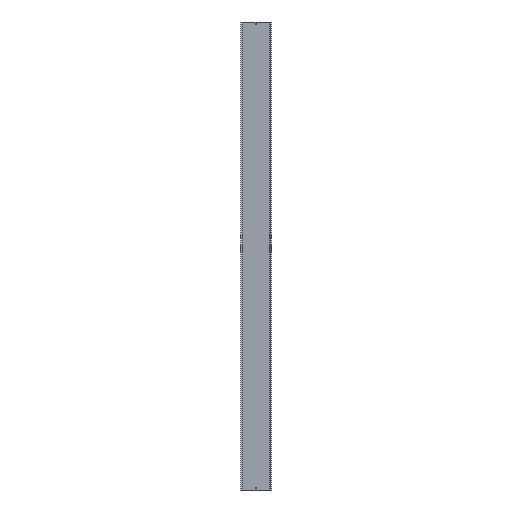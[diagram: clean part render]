
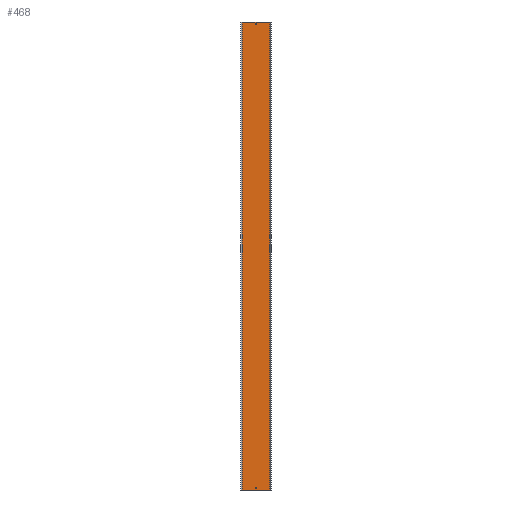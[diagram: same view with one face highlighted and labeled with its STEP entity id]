
A CAD part, front view. The second image highlights one B-rep face of the part: STEP entity #468.
In plain terms, the highlighted planar face has unit normal (0, -1, 0).
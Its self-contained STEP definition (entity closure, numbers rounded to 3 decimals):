
#3 = VECTOR ( 'NONE', #11, 1000. ) ;
#11 = DIRECTION ( 'NONE',  ( 0., 0., -1. ) ) ;
#18 = CARTESIAN_POINT ( 'NONE',  ( 92.148, -1.5, 1500. ) ) ;
#21 = LINE ( 'NONE', #214, #177 ) ;
#46 = ORIENTED_EDGE ( 'NONE', *, *, #95, .F. ) ;
#63 = ORIENTED_EDGE ( 'NONE', *, *, #600, .T. ) ;
#66 = DIRECTION ( 'NONE',  ( 0., 0., 1. ) ) ;
#76 = EDGE_CURVE ( 'NONE', #543, #301, #21, .T. ) ;
#85 = PLANE ( 'NONE',  #539 ) ;
#90 = ORIENTED_EDGE ( 'NONE', *, *, #175, .F. ) ;
#91 = DIRECTION ( 'NONE',  ( 1., 0., 0. ) ) ;
#95 = EDGE_CURVE ( 'NONE', #227, #301, #531, .T. ) ;
#100 = DIRECTION ( 'NONE',  ( 0., 0., 1. ) ) ;
#102 = EDGE_CURVE ( 'NONE', #216, #247, #528, .T. ) ;
#104 = CARTESIAN_POINT ( 'NONE',  ( 94., -1.5, 1500. ) ) ;
#105 = CARTESIAN_POINT ( 'NONE',  ( 0., -1.5, 1486. ) ) ;
#112 = CARTESIAN_POINT ( 'NONE',  ( 0., -1.5, -1483.25 ) ) ;
#114 = CARTESIAN_POINT ( 'NONE',  ( 92.148, -1.5, -1500. ) ) ;
#120 = DIRECTION ( 'NONE',  ( 0., 0., 1. ) ) ;
#123 = AXIS2_PLACEMENT_3D ( 'NONE', #526, #435, #475 ) ;
#148 = CARTESIAN_POINT ( 'NONE',  ( -92.148, -1.5, 1500. ) ) ;
#150 = ORIENTED_EDGE ( 'NONE', *, *, #102, .F. ) ;
#155 = CARTESIAN_POINT ( 'NONE',  ( 0., -1.5, -1486. ) ) ;
#175 = EDGE_CURVE ( 'NONE', #567, #541, #189, .T. ) ;
#177 = VECTOR ( 'NONE', #259, 1000. ) ;
#189 = CIRCLE ( 'NONE', #606, 2.75 ) ;
#202 = EDGE_LOOP ( 'NONE', ( #150, #379 ) ) ;
#214 = CARTESIAN_POINT ( 'NONE',  ( 94., -1.5, -1500. ) ) ;
#215 = DIRECTION ( 'NONE',  ( 0., -1., 0. ) ) ;
#216 = VERTEX_POINT ( 'NONE', #112 ) ;
#227 = VERTEX_POINT ( 'NONE', #18 ) ;
#237 = ORIENTED_EDGE ( 'NONE', *, *, #271, .F. ) ;
#241 = CARTESIAN_POINT ( 'NONE',  ( 0., -1.5, 1483.25 ) ) ;
#244 = EDGE_CURVE ( 'NONE', #247, #216, #357, .T. ) ;
#247 = VERTEX_POINT ( 'NONE', #447 ) ;
#250 = CIRCLE ( 'NONE', #325, 2.75 ) ;
#255 = CARTESIAN_POINT ( 'NONE',  ( -92.148, -1.5, 1500. ) ) ;
#259 = DIRECTION ( 'NONE',  ( 1., 0., 0. ) ) ;
#262 = VERTEX_POINT ( 'NONE', #255 ) ;
#271 = EDGE_CURVE ( 'NONE', #541, #567, #250, .T. ) ;
#272 = FACE_BOUND ( 'NONE', #202, .T. ) ;
#274 = CARTESIAN_POINT ( 'NONE',  ( 94., -1.5, 1500. ) ) ;
#280 = LINE ( 'NONE', #104, #300 ) ;
#292 = CARTESIAN_POINT ( 'NONE',  ( 92.148, -1.5, 1500. ) ) ;
#300 = VECTOR ( 'NONE', #91, 1000. ) ;
#301 = VERTEX_POINT ( 'NONE', #114 ) ;
#307 = CARTESIAN_POINT ( 'NONE',  ( 0., -1.5, 1486. ) ) ;
#313 = DIRECTION ( 'NONE',  ( 0., 0., 1. ) ) ;
#316 = AXIS2_PLACEMENT_3D ( 'NONE', #155, #215, #66 ) ;
#325 = AXIS2_PLACEMENT_3D ( 'NONE', #307, #346, #120 ) ;
#334 = ORIENTED_EDGE ( 'NONE', *, *, #515, .F. ) ;
#335 = DIRECTION ( 'NONE',  ( 0., 0., -1. ) ) ;
#345 = EDGE_LOOP ( 'NONE', ( #546, #46, #334, #63 ) ) ;
#346 = DIRECTION ( 'NONE',  ( 0., -1., 0. ) ) ;
#357 = CIRCLE ( 'NONE', #316, 2.75 ) ;
#379 = ORIENTED_EDGE ( 'NONE', *, *, #244, .F. ) ;
#423 = EDGE_LOOP ( 'NONE', ( #90, #237 ) ) ;
#435 = DIRECTION ( 'NONE',  ( 0., -1., 0. ) ) ;
#447 = CARTESIAN_POINT ( 'NONE',  ( 0., -1.5, -1488.75 ) ) ;
#460 = DIRECTION ( 'NONE',  ( 0., 1., 0. ) ) ;
#468 = ADVANCED_FACE ( 'NONE', ( #272, #511, #513 ), #85, .F. ) ;
#475 = DIRECTION ( 'NONE',  ( 0., 0., 1. ) ) ;
#487 = VECTOR ( 'NONE', #335, 1000. ) ;
#511 = FACE_BOUND ( 'NONE', #423, .T. ) ;
#513 = FACE_OUTER_BOUND ( 'NONE', #345, .T. ) ;
#515 = EDGE_CURVE ( 'NONE', #262, #227, #280, .T. ) ;
#516 = CARTESIAN_POINT ( 'NONE',  ( -92.148, -1.5, -1500. ) ) ;
#523 = DIRECTION ( 'NONE',  ( 0., -1., 0. ) ) ;
#526 = CARTESIAN_POINT ( 'NONE',  ( 0., -1.5, -1486. ) ) ;
#528 = CIRCLE ( 'NONE', #123, 2.75 ) ;
#531 = LINE ( 'NONE', #292, #3 ) ;
#539 = AXIS2_PLACEMENT_3D ( 'NONE', #274, #460, #313 ) ;
#541 = VERTEX_POINT ( 'NONE', #241 ) ;
#543 = VERTEX_POINT ( 'NONE', #516 ) ;
#546 = ORIENTED_EDGE ( 'NONE', *, *, #76, .T. ) ;
#567 = VERTEX_POINT ( 'NONE', #612 ) ;
#571 = LINE ( 'NONE', #148, #487 ) ;
#600 = EDGE_CURVE ( 'NONE', #262, #543, #571, .T. ) ;
#606 = AXIS2_PLACEMENT_3D ( 'NONE', #105, #523, #100 ) ;
#612 = CARTESIAN_POINT ( 'NONE',  ( 0., -1.5, 1488.75 ) ) ;
